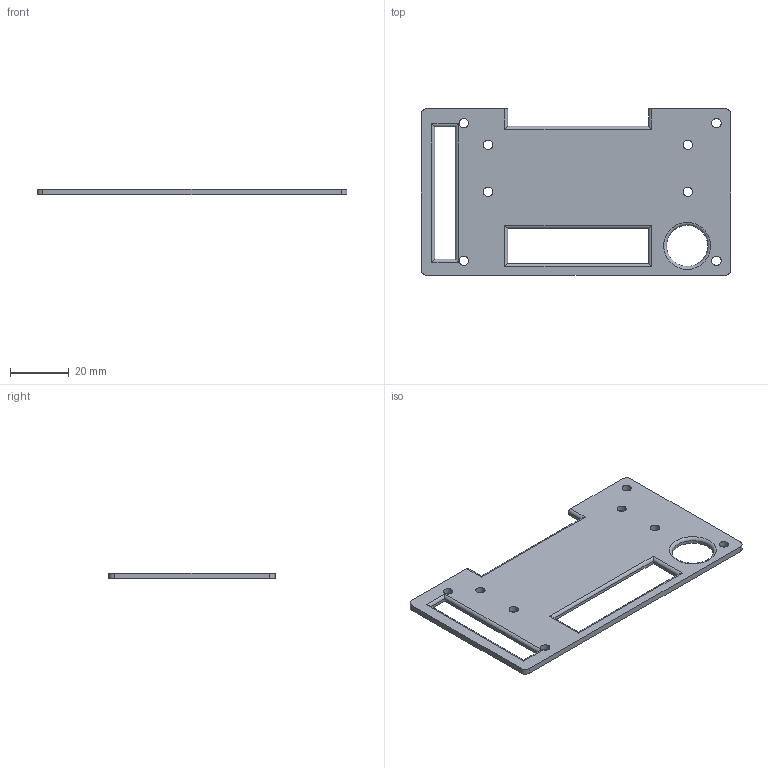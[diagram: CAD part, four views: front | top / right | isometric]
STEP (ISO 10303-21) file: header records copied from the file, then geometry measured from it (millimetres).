
FILE_DESCRIPTION(('FreeCAD Model'),'2;1');
FILE_NAME('LCD-tapa-corta-x1.step', '2021-05-20T09:48:10',('Author'),(''), 'Open CASCADE STEP processor 7.3','FreeCAD','Unknown');
FILE_SCHEMA(('AUTOMOTIVE_DESIGN { 1 0 10303 214 1 1 1 1 }'));
Length unit declared in the file: millimetre
Products named in the file (1): tapa
Bounding box: 105.5 x 56.7 x 2 mm (x, y, z)
Volume: 9090.6 mm3; surface area: 10385.7 mm2
Topology: 1 solids, 1 shells, 43 faces, 112 edges, 71 vertices
Faces by surface type: cylinder 24, plane 18, torus 1
Full cylindrical faces by diameter (mm): 3.2 x8, 14 x1
Entity records: 3254 total; most frequent: CARTESIAN_POINT 635, DIRECTION 435, LINE 242, VECTOR 242, ORIENTED_EDGE 224, PCURVE 224, DEFINITIONAL_REPRESENTATION 224, EDGE_CURVE 112
